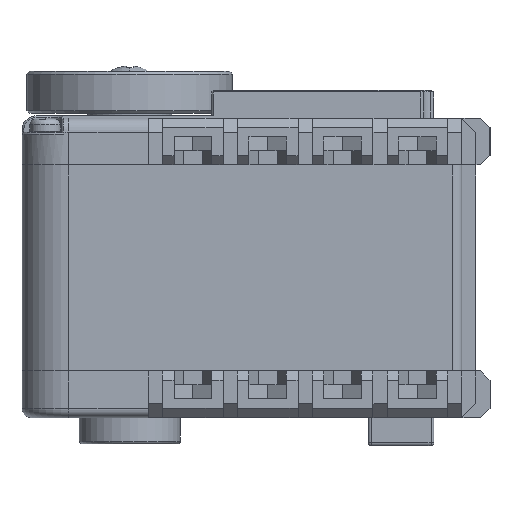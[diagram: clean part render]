
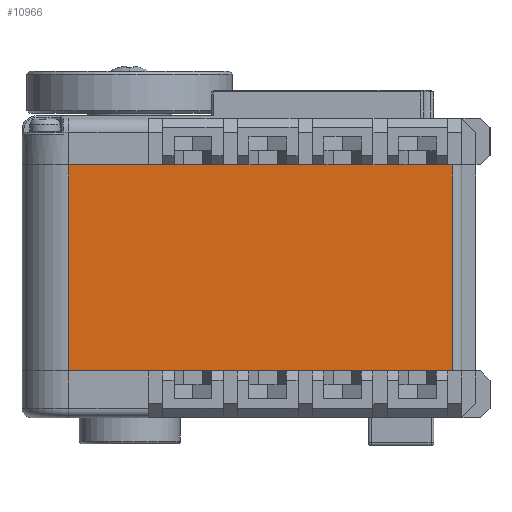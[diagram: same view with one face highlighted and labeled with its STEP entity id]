
A CAD part, front view. The second image highlights one B-rep face of the part: STEP entity #10966.
In plain terms, the highlighted planar face has unit normal (0, -1, 0).
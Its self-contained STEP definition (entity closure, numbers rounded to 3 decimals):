
#507 = CARTESIAN_POINT ( 'NONE',  ( 34.5, -13., 11. ) ) ;
#587 = DIRECTION ( 'NONE',  ( -1., 0., 0. ) ) ;
#786 = CARTESIAN_POINT ( 'NONE',  ( -6.5, -13., -11. ) ) ;
#2766 = VECTOR ( 'NONE', #13433, 1000. ) ;
#3434 = VERTEX_POINT ( 'NONE', #22048 ) ;
#4262 = VECTOR ( 'NONE', #16449, 1000. ) ;
#4866 = EDGE_LOOP ( 'NONE', ( #8195, #10824, #25214, #18381 ) ) ;
#4915 = LINE ( 'NONE', #507, #18263 ) ;
#5790 = VECTOR ( 'NONE', #11149, 1000. ) ;
#5852 = LINE ( 'NONE', #14393, #4262 ) ;
#5942 = VERTEX_POINT ( 'NONE', #18907 ) ;
#6355 = CARTESIAN_POINT ( 'NONE',  ( 35.5, -13., 11. ) ) ;
#6609 = DIRECTION ( 'NONE',  ( 0., 1., 0. ) ) ;
#8088 = VERTEX_POINT ( 'NONE', #17753 ) ;
#8195 = ORIENTED_EDGE ( 'NONE', *, *, #12748, .T. ) ;
#9223 = AXIS2_PLACEMENT_3D ( 'NONE', #6355, #6609, #587 ) ;
#10824 = ORIENTED_EDGE ( 'NONE', *, *, #11039, .T. ) ;
#10966 = ADVANCED_FACE ( 'NONE', ( #24622 ), #18167, .F. ) ;
#11039 = EDGE_CURVE ( 'NONE', #5942, #3434, #4915, .T. ) ;
#11059 = CARTESIAN_POINT ( 'NONE',  ( 35.5, -13., 11. ) ) ;
#11149 = DIRECTION ( 'NONE',  ( 1., 0., 0. ) ) ;
#11428 = CARTESIAN_POINT ( 'NONE',  ( 35.5, -13., -11. ) ) ;
#12748 = EDGE_CURVE ( 'NONE', #23709, #5942, #13289, .T. ) ;
#13289 = LINE ( 'NONE', #11428, #2766 ) ;
#13433 = DIRECTION ( 'NONE',  ( 1., 0., 0. ) ) ;
#14393 = CARTESIAN_POINT ( 'NONE',  ( -6.5, -13., 11. ) ) ;
#15568 = EDGE_CURVE ( 'NONE', #8088, #3434, #17525, .T. ) ;
#16449 = DIRECTION ( 'NONE',  ( 0., 0., -1. ) ) ;
#17525 = LINE ( 'NONE', #11059, #5790 ) ;
#17753 = CARTESIAN_POINT ( 'NONE',  ( -6.5, -13., 11. ) ) ;
#18167 = PLANE ( 'NONE',  #9223 ) ;
#18263 = VECTOR ( 'NONE', #24816, 1000. ) ;
#18381 = ORIENTED_EDGE ( 'NONE', *, *, #21309, .T. ) ;
#18907 = CARTESIAN_POINT ( 'NONE',  ( 34.5, -13., -11. ) ) ;
#21309 = EDGE_CURVE ( 'NONE', #8088, #23709, #5852, .T. ) ;
#22048 = CARTESIAN_POINT ( 'NONE',  ( 34.5, -13., 11. ) ) ;
#23709 = VERTEX_POINT ( 'NONE', #786 ) ;
#24622 = FACE_OUTER_BOUND ( 'NONE', #4866, .T. ) ;
#24816 = DIRECTION ( 'NONE',  ( 0., 0., 1. ) ) ;
#25214 = ORIENTED_EDGE ( 'NONE', *, *, #15568, .F. ) ;
